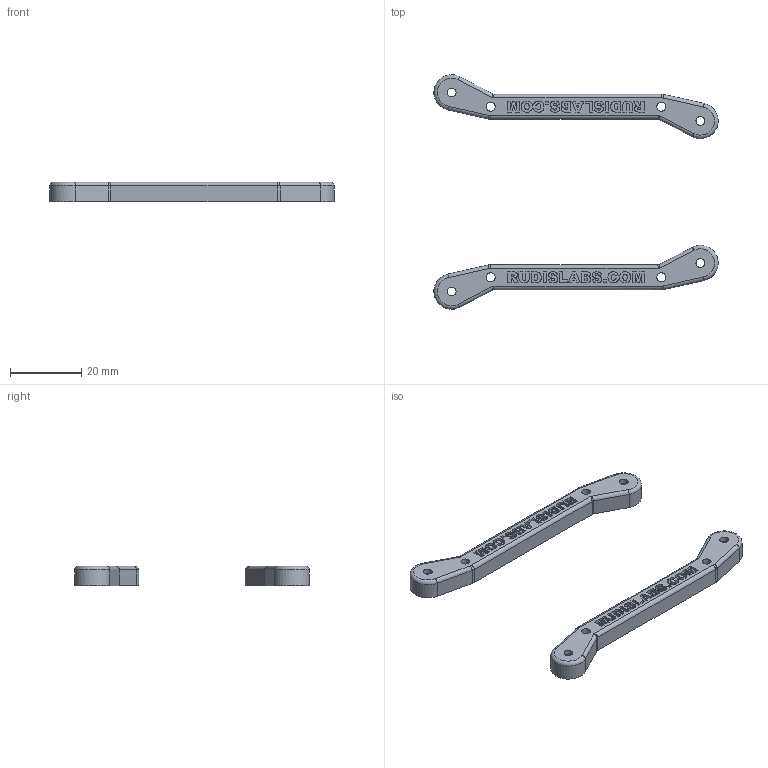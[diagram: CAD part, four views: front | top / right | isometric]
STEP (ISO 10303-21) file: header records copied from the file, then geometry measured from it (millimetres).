
FILE_DESCRIPTION(/* description */ (''),/* implementation_level */ '2;1');
FILE_NAME(/* name */ '92ce7aab-1f6b-4c31-99d4-e01ea9e14d63.stp',/* time_stamp */ '2022-08-17T20:00:44Z',/* author */ (''),/* organization */ (''),/* preprocessor_version */ 'ST-DEVELOPER v19',/* originating_system */ 'Autodesk Translation Framework v11.7.0.108',/* authorisation */ '');
FILE_SCHEMA (('AUTOMOTIVE_DESIGN { 1 0 10303 214 3 1 1 }'));
Length unit declared in the file: millimetre
Products named in the file (1): RPLIDAR A1M8 Adapter
Bounding box: 80 x 65.99 x 5.5 mm (x, y, z)
Volume: 6002.2 mm3; surface area: 4993.3 mm2
Topology: 2 solids, 2 shells, 560 faces, 1522 edges, 1000 vertices
Faces by surface type: bspline 306, plane 206, cylinder 36, torus 8, cone 4
Full cylindrical faces by diameter (mm): 2.5 x8, 6 x4
Entity records: 21646 total; most frequent: CARTESIAN_POINT 9513, ORIENTED_EDGE 3036, EDGE_CURVE 1518, DIRECTION 1504, VERTEX_POINT 1000, LINE 834, VECTOR 834, EDGE_LOOP 614
